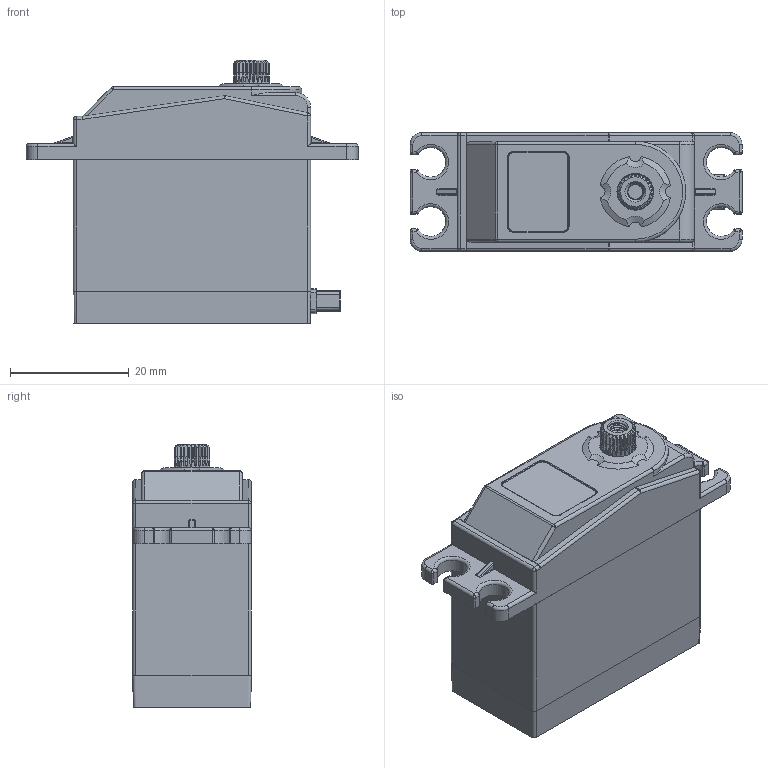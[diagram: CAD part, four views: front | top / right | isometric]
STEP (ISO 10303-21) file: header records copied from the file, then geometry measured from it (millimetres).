
FILE_DESCRIPTION(/* description */ (''),/* implementation_level */ '2;1');
FILE_NAME(/* name */ 'Servo_SPT5435LV v9.step',/* time_stamp */ '2021-10-30T16:18:54+02:00',/* author */ (''),/* organization */ (''),/* preprocessor_version */ 'ST-DEVELOPER v18.1',/* originating_system */ 'Autodesk Translation Framework v10.10.0.1391',/* authorisation */ '');
FILE_SCHEMA (('AUTOMOTIVE_DESIGN { 1 0 10303 214 3 1 1 }'));
Products named in the file (3): Servo_SPT5435LV; Component1; pan_head_phillip_mc_screw_m2 v3 (1)
Assembly tree (2 placements, depth 2):
  Servo_SPT5435LV
    Component1
    pan_head_phillip_mc_screw_m2 v3 (1)
Bounding box: 56 x 20 x 44.5 mm (x, y, z)
Volume: 31535.9 mm3; surface area: 12005.7 mm2
Topology: 9 solids, 9 shells, 893 faces, 2322 edges, 1450 vertices
Faces by surface type: cylinder 481, plane 262, bspline 54, cone 54, torus 34, sphere 8
Full cylindrical faces by diameter (mm): 1.035 x24, 1.353 x44, 2 x12, 2.529 x15, 2.8 x8, 3.086 x9, 6 x2
Entity records: 46888 total; most frequent: CARTESIAN_POINT 26268, ORIENTED_EDGE 4612, DIRECTION 3835, EDGE_CURVE 2306, VERTEX_POINT 1450, AXIS2_PLACEMENT_3D 1426, LINE 983, VECTOR 983
